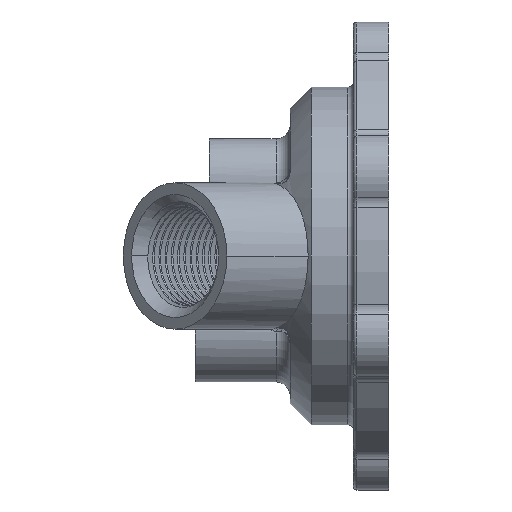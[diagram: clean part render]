
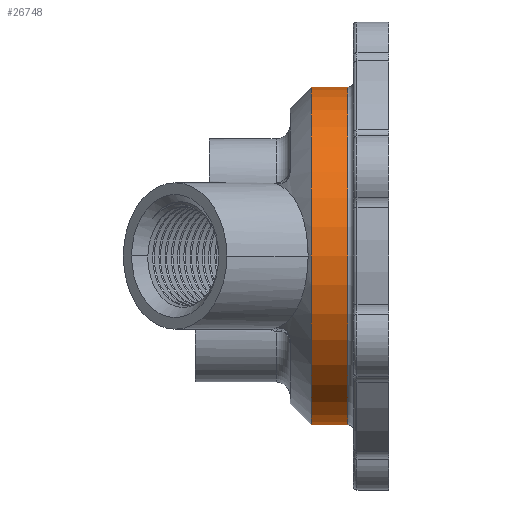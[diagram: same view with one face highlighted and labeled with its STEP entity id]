
A CAD part, left-side view. The second image highlights one B-rep face of the part: STEP entity #26748.
In plain terms, the highlighted cylindrical face has radius 30.48 mm (diameter 60.96 mm), a partial arc.
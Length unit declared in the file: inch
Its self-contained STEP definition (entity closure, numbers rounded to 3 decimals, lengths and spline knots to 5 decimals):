
#238 = VECTOR ( 'NONE', #16233, 39.37008 ) ;
#794 = EDGE_CURVE ( 'NONE', #14899, #15009, #1435, .T. ) ;
#830 = CARTESIAN_POINT ( 'NONE',  ( 0., 0.29, 1.2 ) ) ;
#1435 = LINE ( 'NONE', #20330, #238 ) ;
#2051 = EDGE_CURVE ( 'NONE', #3152, #14899, #19301, .T. ) ;
#3152 = VERTEX_POINT ( 'NONE', #20771 ) ;
#3343 = ORIENTED_EDGE ( 'NONE', *, *, #23809, .T. ) ;
#3719 = CIRCLE ( 'NONE', #11377, 1.2 ) ;
#5538 = DIRECTION ( 'NONE',  ( 0., 0., 1. ) ) ;
#7106 = ORIENTED_EDGE ( 'NONE', *, *, #2051, .T. ) ;
#7258 = CYLINDRICAL_SURFACE ( 'NONE', #14533, 1.2 ) ;
#7799 = VERTEX_POINT ( 'NONE', #830 ) ;
#9255 = EDGE_LOOP ( 'NONE', ( #18382, #7106, #10848, #3343 ) ) ;
#9706 = VECTOR ( 'NONE', #22855, 39.37008 ) ;
#10744 = AXIS2_PLACEMENT_3D ( 'NONE', #25519, #14768, #19140 ) ;
#10848 = ORIENTED_EDGE ( 'NONE', *, *, #794, .T. ) ;
#11072 = CARTESIAN_POINT ( 'NONE',  ( 0., 0.7, 0. ) ) ;
#11377 = AXIS2_PLACEMENT_3D ( 'NONE', #18485, #24873, #5538 ) ;
#14220 = EDGE_CURVE ( 'NONE', #3152, #7799, #24715, .T. ) ;
#14533 = AXIS2_PLACEMENT_3D ( 'NONE', #11072, #26320, #22204 ) ;
#14768 = DIRECTION ( 'NONE',  ( 0., -1., 0. ) ) ;
#14899 = VERTEX_POINT ( 'NONE', #19396 ) ;
#15009 = VERTEX_POINT ( 'NONE', #21099 ) ;
#15846 = FACE_OUTER_BOUND ( 'NONE', #9255, .T. ) ;
#16233 = DIRECTION ( 'NONE',  ( 0., -1., 0. ) ) ;
#18041 = CARTESIAN_POINT ( 'NONE',  ( 0., 0.7, 1.2 ) ) ;
#18382 = ORIENTED_EDGE ( 'NONE', *, *, #14220, .F. ) ;
#18485 = CARTESIAN_POINT ( 'NONE',  ( 0., 0.29, 0. ) ) ;
#19140 = DIRECTION ( 'NONE',  ( 0., 0., 1. ) ) ;
#19301 = CIRCLE ( 'NONE', #10744, 1.2 ) ;
#19396 = CARTESIAN_POINT ( 'NONE',  ( 0., 0.55, -1.2 ) ) ;
#20330 = CARTESIAN_POINT ( 'NONE',  ( 0., 0.7, -1.2 ) ) ;
#20771 = CARTESIAN_POINT ( 'NONE',  ( 0., 0.55, 1.2 ) ) ;
#21099 = CARTESIAN_POINT ( 'NONE',  ( 0., 0.29, -1.2 ) ) ;
#22204 = DIRECTION ( 'NONE',  ( 0., 0., -1. ) ) ;
#22855 = DIRECTION ( 'NONE',  ( 0., -1., 0. ) ) ;
#23809 = EDGE_CURVE ( 'NONE', #15009, #7799, #3719, .T. ) ;
#24715 = LINE ( 'NONE', #18041, #9706 ) ;
#24873 = DIRECTION ( 'NONE',  ( 0., 1., 0. ) ) ;
#25519 = CARTESIAN_POINT ( 'NONE',  ( 0., 0.55, 0. ) ) ;
#26320 = DIRECTION ( 'NONE',  ( 0., -1., 0. ) ) ;
#26748 = ADVANCED_FACE ( 'NONE', ( #15846 ), #7258, .T. ) ;
